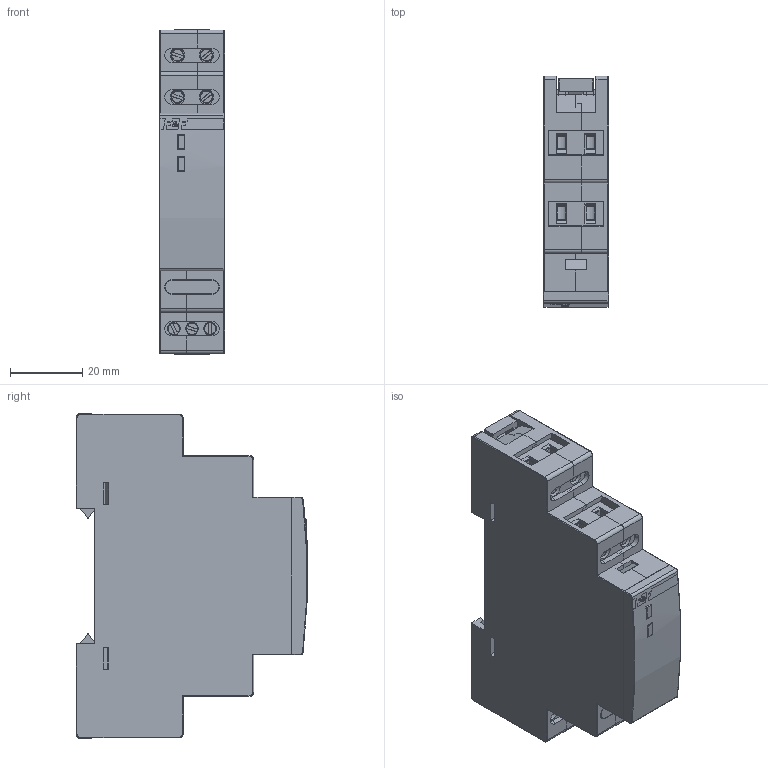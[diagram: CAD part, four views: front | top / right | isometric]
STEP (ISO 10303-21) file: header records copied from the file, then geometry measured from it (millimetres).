
FILE_DESCRIPTION(('STEP AP242'), '1');
FILE_NAME('BIS-411 ñáîðêà', '', ('UNSPECIFIED'), ('UNSPECIFIED'), 'C3D Converter', 'C3D Toolkit', '');
FILE_SCHEMA(('AP242_MANAGED_MODEL_BASED_3D_ENGINEERING_MIM_LF { 1 0 10303 442 1 1 4 }'));
Length unit declared in the file: millimetre
Assembly tree (17 placements, depth 3):
  (unnamed)
    (unnamed)  x2
    (unnamed)
      (unnamed)  x3
    (unnamed)  x2
      (unnamed)
    (unnamed)
      (unnamed)
    (unnamed)
    (unnamed)
    (unnamed)  x2
    (unnamed)
Bounding box: 18.02 x 63.95 x 90 mm (x, y, z)
Volume: 27048.6 mm3; surface area: 36540.3 mm2
Topology: 30 solids, 30 shells, 1029 faces, 2700 edges, 1735 vertices
Faces by surface type: plane 785, cylinder 112, extrusion 76, cone 28, torus 20, sphere 8
Full cylindrical faces by diameter (mm): 2 x7, 3.5 x3, 4 x4
Entity records: 22410 total; most frequent: CARTESIAN_POINT 4054, ORIENTED_EDGE 3420, DIRECTION 2999, EDGE_CURVE 1710, VECTOR 1417, LINE 1341, VERTEX_POINT 1116, AXIS2_PLACEMENT_3D 791
